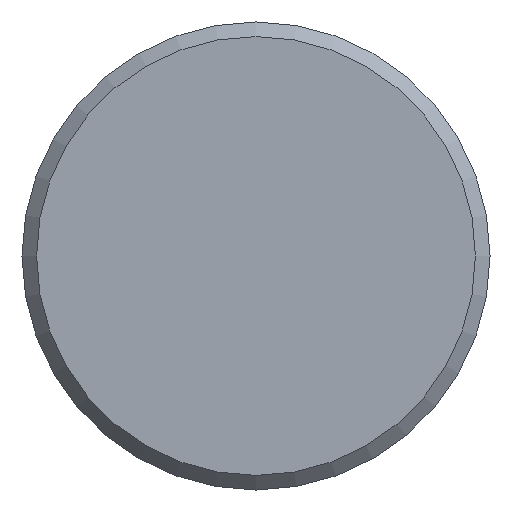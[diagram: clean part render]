
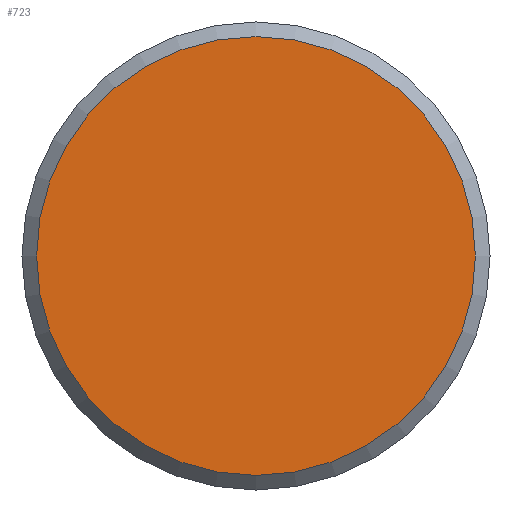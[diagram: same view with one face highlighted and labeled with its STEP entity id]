
A CAD part, front view. The second image highlights one B-rep face of the part: STEP entity #723.
In plain terms, the highlighted planar face has unit normal (0, -1, 0).
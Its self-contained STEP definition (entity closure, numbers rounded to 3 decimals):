
#60=PLANE('',#810);
#94=FACE_OUTER_BOUND('',#143,.T.);
#143=EDGE_LOOP('',(#551));
#272=CIRCLE('',#807,15.);
#331=VERTEX_POINT('',#1196);
#409=EDGE_CURVE('',#331,#331,#272,.T.);
#551=ORIENTED_EDGE('',*,*,#409,.T.);
#723=ADVANCED_FACE('',(#94),#60,.T.);
#807=AXIS2_PLACEMENT_3D('',#1197,#967,#968);
#810=AXIS2_PLACEMENT_3D('',#1203,#974,#975);
#967=DIRECTION('center_axis',(0.,-1.,0.));
#968=DIRECTION('ref_axis',(1.,0.,0.));
#974=DIRECTION('center_axis',(0.,-1.,0.));
#975=DIRECTION('ref_axis',(0.,0.,-1.));
#1196=CARTESIAN_POINT('',(-15.,-25.,0.));
#1197=CARTESIAN_POINT('Origin',(0.,-25.,0.));
#1203=CARTESIAN_POINT('Origin',(7.5,-25.,0.));
